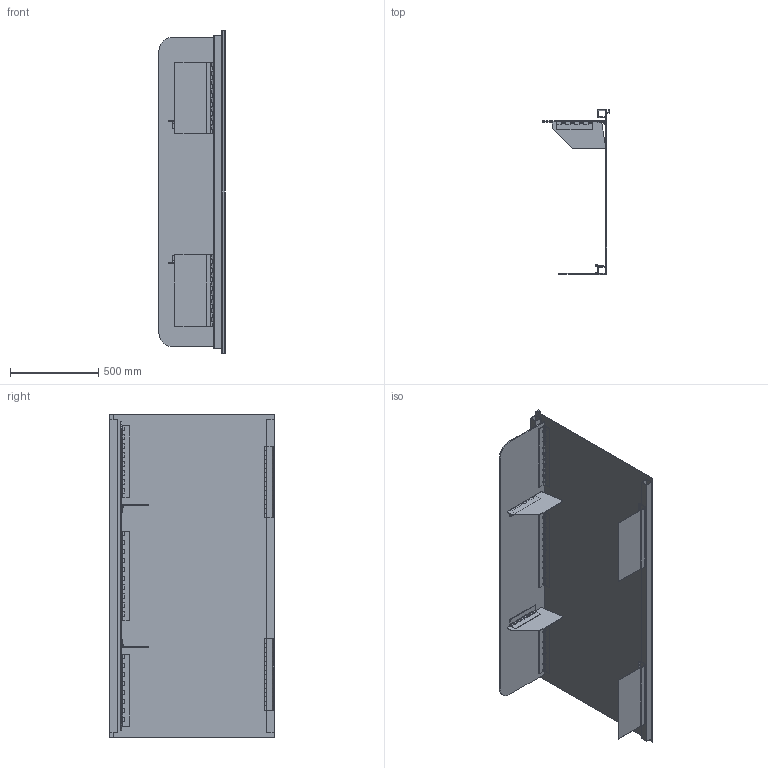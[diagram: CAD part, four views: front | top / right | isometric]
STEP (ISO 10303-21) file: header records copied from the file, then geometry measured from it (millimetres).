
FILE_DESCRIPTION(/* description */ (''),/* implementation_level */ '2;1');
FILE_NAME(/* name */ 'FE-00004.iam.stp',/* time_stamp */ '2018-01-01T11:22:07-08:00',/* author */ ('PhillipD'),/* organization */ (''),/* preprocessor_version */ 'ST-DEVELOPER v16.13',/* originating_system */ 'Autodesk Inventor 2018',/* authorisation */ '');
FILE_SCHEMA (('AUTOMOTIVE_DESIGN { 1 0 10303 214 3 1 1 }'));
Length unit declared in the file: inch
Products named in the file (17): FE-00004; FE-00004-01; FE-00004-03; FE-00004-03a; FE-00004-03b; FE-00004-02; FE-00004-05; FE-00004-06; FE-00004-07; FE-00004-02a; FE-00004-02b; FE-00004-08; FE-00004-08a; FE-00004-08b; FE-00004-04; FE-00004-09; FE-00004-10
Assembly tree (31 placements, depth 3):
  FE-00004
    FE-00004-01
    FE-00004-02  x2
      FE-00004-02a
      FE-00004-02b
    FE-00004-03
      FE-00004-03a  x2
      FE-00004-03b
    FE-00004-04  x2
    FE-00004-05
    FE-00004-07  x2
      FE-00004-02a
      FE-00004-02b
    FE-00004-06
    FE-00004-08  x2
      FE-00004-08a
      FE-00004-08b
    FE-00004-09  x2
    FE-00004-10  x2
Bounding box: 374.65 x 933.45 x 1828.8 mm (x, y, z)
Volume: 15649108.8 mm3; surface area: 7231548.2 mm2
Topology: 36 solids, 36 shells, 835 faces, 2289 edges, 1526 vertices
Faces by surface type: plane 554, cylinder 281
Full cylindrical faces by diameter (mm): 6.35 x141
Entity records: 6302 total; most frequent: DIRECTION 1008, CARTESIAN_POINT 989, ORIENTED_EDGE 892, EDGE_CURVE 446, LINE 342, VECTOR 342, AXIS2_PLACEMENT_3D 333, VERTEX_POINT 314
